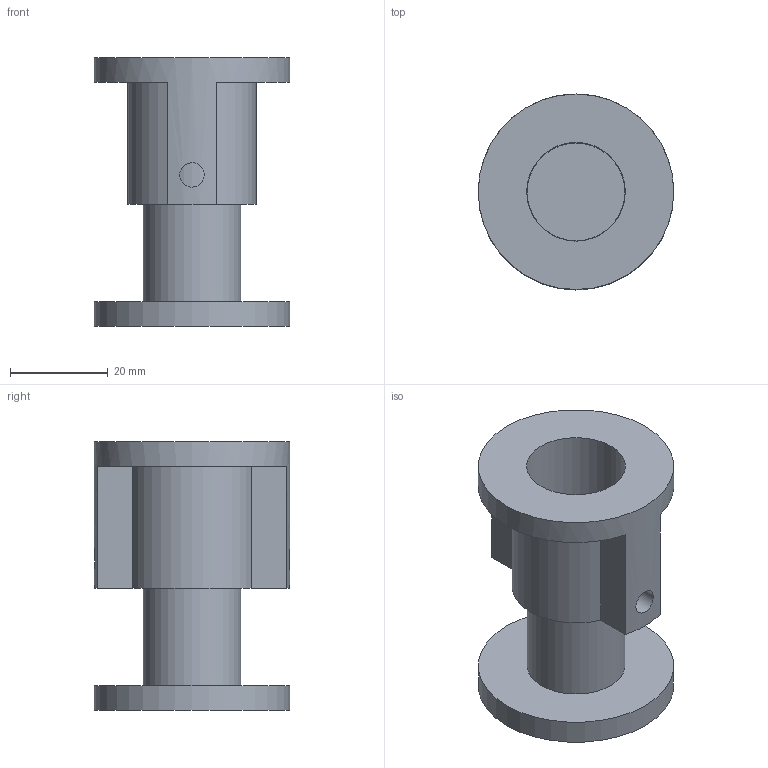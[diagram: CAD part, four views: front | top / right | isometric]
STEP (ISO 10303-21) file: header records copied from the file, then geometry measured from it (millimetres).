
FILE_DESCRIPTION(/* description */ (''),/* implementation_level */ '2;1');
FILE_NAME(/* name */ 'feets_v4.step',/* time_stamp */ '2023-05-19T17:31:07+02:00',/* author */ (''),/* organization */ (''),/* preprocessor_version */ 'ST-DEVELOPER v19.2',/* originating_system */ 'Autodesk Translation Framework v12.4.0.73',/* authorisation */ '');
FILE_SCHEMA (('AUTOMOTIVE_DESIGN { 1 0 10303 214 3 1 1 }'));
Length unit declared in the file: millimetre
Products named in the file (3): feets; feet; Composant2
Assembly tree (2 placements, depth 2):
  feets
    feet
    Composant2
Bounding box: 40 x 40 x 55 mm (x, y, z)
Volume: 28972.5 mm3; surface area: 12441.3 mm2
Topology: 2 solids, 2 shells, 19 faces, 43 edges, 29 vertices
Faces by surface type: plane 11, cylinder 8
Full cylindrical faces by diameter (mm): 5 x2, 20 x1, 20.2 x1, 40 x2
Entity records: 761 total; most frequent: CARTESIAN_POINT 229, DIRECTION 102, ORIENTED_EDGE 86, EDGE_CURVE 43, AXIS2_PLACEMENT_3D 40, VERTEX_POINT 29, EDGE_LOOP 26, LINE 22
